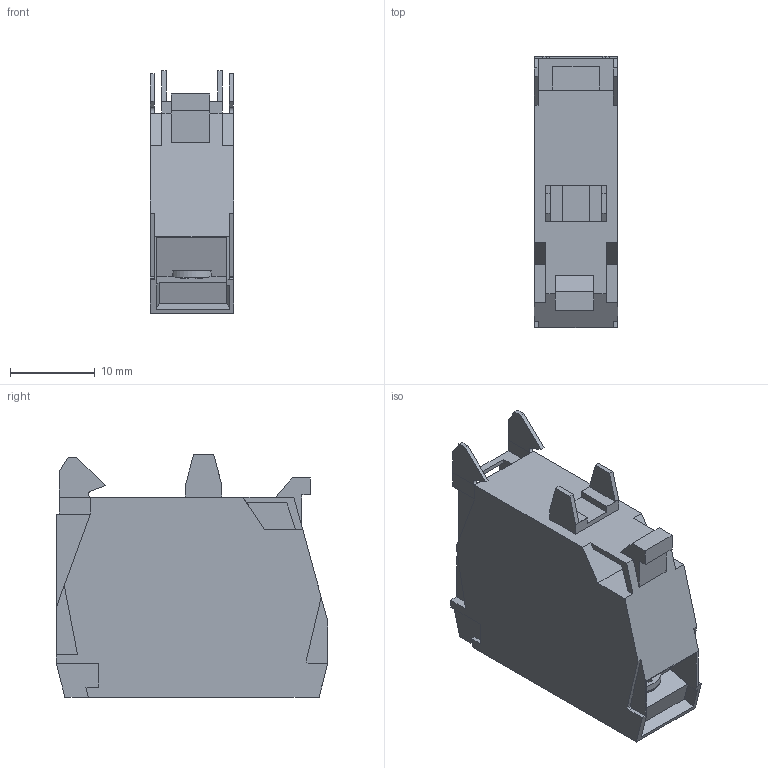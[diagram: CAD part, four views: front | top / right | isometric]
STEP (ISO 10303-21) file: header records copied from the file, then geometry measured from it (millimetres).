
FILE_DESCRIPTION (( 'STEP AP214' ), '1' );
FILE_NAME ('NO Contact [ZBE-101].STEP', '2019-09-13T14:33:11', ( '' ), ( '' ), 'SwSTEP 2.0', 'SolidWorks 2017', '' );
FILE_SCHEMA (( 'AUTOMOTIVE_DESIGN' ));
Length unit declared in the file: millimetre
Products named in the file (1): NO Contact [ZBE-101]
Bounding box: 9.83 x 32 x 28.6 mm (x, y, z)
Volume: 6062.3 mm3; surface area: 3484.6 mm2
Topology: 6 solids, 6 shells, 241 faces, 648 edges, 427 vertices
Faces by surface type: plane 207, bspline 22, cylinder 12
Entity records: 10352 total; most frequent: CARTESIAN_POINT 2788, ORIENTED_EDGE 1296, DIRECTION 1070, EDGE_CURVE 648, VECTOR 572, LINE 572, VERTEX_POINT 427, EDGE_LOOP 255
